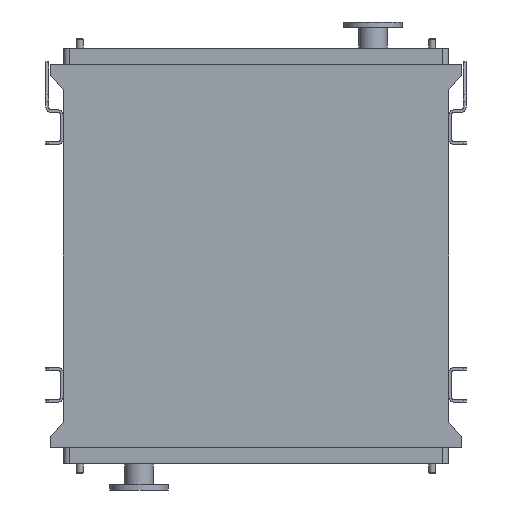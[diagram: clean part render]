
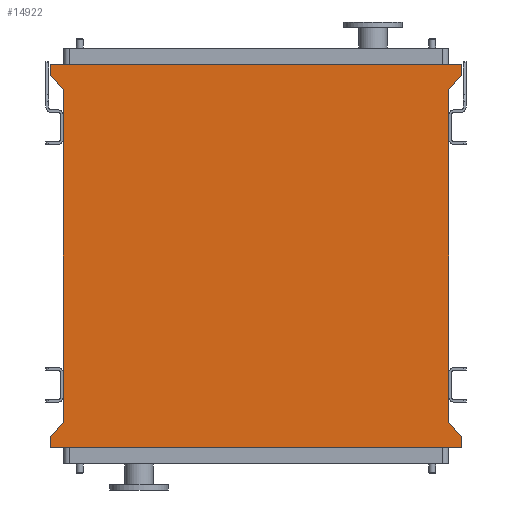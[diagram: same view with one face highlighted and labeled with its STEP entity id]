
A CAD part, front view. The second image highlights one B-rep face of the part: STEP entity #14922.
In plain terms, the highlighted planar face has unit normal (0, -1, 0).
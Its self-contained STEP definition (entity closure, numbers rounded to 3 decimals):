
#277 = CARTESIAN_POINT ( 'NONE',  ( 771., 0., -1345. ) ) ;
#314 = CARTESIAN_POINT ( 'NONE',  ( 771., 0., -1303. ) ) ;
#581 = DIRECTION ( 'NONE',  ( 0., 0., 1. ) ) ;
#630 = CARTESIAN_POINT ( 'NONE',  ( 725., 0., -1250. ) ) ;
#867 = LINE ( 'NONE', #10404, #11087 ) ;
#946 = EDGE_CURVE ( 'NONE', #14778, #7023, #11681, .T. ) ;
#1397 = FACE_OUTER_BOUND ( 'NONE', #13251, .T. ) ;
#1782 = VERTEX_POINT ( 'NONE', #4055 ) ;
#1873 = EDGE_CURVE ( 'NONE', #14252, #14778, #11665, .T. ) ;
#2017 = VECTOR ( 'NONE', #2649, 1000. ) ;
#2581 = VERTEX_POINT ( 'NONE', #15182 ) ;
#2591 = CARTESIAN_POINT ( 'NONE',  ( -771., 0., 53. ) ) ;
#2649 = DIRECTION ( 'NONE',  ( 0., 0., 1. ) ) ;
#2656 = DIRECTION ( 'NONE',  ( -0.655, 0., -0.755 ) ) ;
#2895 = CARTESIAN_POINT ( 'NONE',  ( 771., 0., 53. ) ) ;
#3118 = DIRECTION ( 'NONE',  ( -0.655, 0., 0.755 ) ) ;
#3126 = VECTOR ( 'NONE', #10383, 1000. ) ;
#3163 = CARTESIAN_POINT ( 'NONE',  ( 725., 0., -1250. ) ) ;
#3234 = CARTESIAN_POINT ( 'NONE',  ( 771., 0., 53. ) ) ;
#3245 = CARTESIAN_POINT ( 'NONE',  ( -725., 0., 0. ) ) ;
#3557 = LINE ( 'NONE', #10324, #3126 ) ;
#3953 = ORIENTED_EDGE ( 'NONE', *, *, #16155, .F. ) ;
#4055 = CARTESIAN_POINT ( 'NONE',  ( 771., 0., 95. ) ) ;
#4141 = ORIENTED_EDGE ( 'NONE', *, *, #8259, .F. ) ;
#4266 = VERTEX_POINT ( 'NONE', #3234 ) ;
#4338 = ORIENTED_EDGE ( 'NONE', *, *, #946, .F. ) ;
#4363 = CARTESIAN_POINT ( 'NONE',  ( -771., 0., -1345. ) ) ;
#4514 = ORIENTED_EDGE ( 'NONE', *, *, #8554, .F. ) ;
#5273 = VECTOR ( 'NONE', #15106, 1000. ) ;
#5355 = DIRECTION ( 'NONE',  ( 1., 0., 0. ) ) ;
#5379 = CARTESIAN_POINT ( 'NONE',  ( -771., 0., 95. ) ) ;
#5524 = ORIENTED_EDGE ( 'NONE', *, *, #8658, .F. ) ;
#5614 = AXIS2_PLACEMENT_3D ( 'NONE', #9651, #9463, #9449 ) ;
#5815 = CARTESIAN_POINT ( 'NONE',  ( -771., 0., 95. ) ) ;
#5827 = LINE ( 'NONE', #5379, #15164 ) ;
#6242 = LINE ( 'NONE', #630, #9450 ) ;
#6349 = EDGE_CURVE ( 'NONE', #11643, #9753, #8238, .T. ) ;
#6815 = LINE ( 'NONE', #2895, #13102 ) ;
#6834 = ORIENTED_EDGE ( 'NONE', *, *, #1873, .F. ) ;
#7023 = VERTEX_POINT ( 'NONE', #5815 ) ;
#7295 = ORIENTED_EDGE ( 'NONE', *, *, #9441, .T. ) ;
#7836 = VECTOR ( 'NONE', #14668, 1000. ) ;
#8238 = LINE ( 'NONE', #14711, #7836 ) ;
#8259 = EDGE_CURVE ( 'NONE', #13867, #10102, #15319, .T. ) ;
#8528 = EDGE_CURVE ( 'NONE', #10894, #13867, #12107, .T. ) ;
#8554 = EDGE_CURVE ( 'NONE', #15458, #10894, #11757, .T. ) ;
#8658 = EDGE_CURVE ( 'NONE', #10102, #11643, #3557, .T. ) ;
#8962 = EDGE_CURVE ( 'NONE', #7023, #1782, #5827, .T. ) ;
#9170 = CARTESIAN_POINT ( 'NONE',  ( -725., 0., -1250. ) ) ;
#9441 = EDGE_CURVE ( 'NONE', #15458, #2581, #6242, .T. ) ;
#9449 = DIRECTION ( 'NONE',  ( 0., 0., -1. ) ) ;
#9450 = VECTOR ( 'NONE', #581, 1000. ) ;
#9463 = DIRECTION ( 'NONE',  ( 0., -1., 0. ) ) ;
#9524 = PLANE ( 'NONE',  #5614 ) ;
#9576 = CARTESIAN_POINT ( 'NONE',  ( 771., 0., -1345. ) ) ;
#9651 = CARTESIAN_POINT ( 'NONE',  ( -725., 0., -1250. ) ) ;
#9665 = DIRECTION ( 'NONE',  ( -1., 0., 0. ) ) ;
#9753 = VERTEX_POINT ( 'NONE', #9170 ) ;
#10102 = VERTEX_POINT ( 'NONE', #4363 ) ;
#10318 = CARTESIAN_POINT ( 'NONE',  ( -771., 0., -1303. ) ) ;
#10324 = CARTESIAN_POINT ( 'NONE',  ( -771., 0., -1345. ) ) ;
#10383 = DIRECTION ( 'NONE',  ( 0., 0., 1. ) ) ;
#10404 = CARTESIAN_POINT ( 'NONE',  ( 771., 0., 95. ) ) ;
#10613 = DIRECTION ( 'NONE',  ( 0., 0., -1. ) ) ;
#10720 = CARTESIAN_POINT ( 'NONE',  ( -725., 0., -1250. ) ) ;
#10894 = VERTEX_POINT ( 'NONE', #14121 ) ;
#11087 = VECTOR ( 'NONE', #10613, 1000. ) ;
#11406 = VECTOR ( 'NONE', #12774, 1000. ) ;
#11448 = VECTOR ( 'NONE', #13167, 1000. ) ;
#11449 = ORIENTED_EDGE ( 'NONE', *, *, #15514, .F. ) ;
#11529 = CARTESIAN_POINT ( 'NONE',  ( -725., 0., 0. ) ) ;
#11643 = VERTEX_POINT ( 'NONE', #10318 ) ;
#11665 = LINE ( 'NONE', #3245, #14627 ) ;
#11681 = LINE ( 'NONE', #2591, #2017 ) ;
#11757 = LINE ( 'NONE', #12733, #11406 ) ;
#12107 = LINE ( 'NONE', #314, #5273 ) ;
#12158 = LINE ( 'NONE', #10720, #11448 ) ;
#12714 = ORIENTED_EDGE ( 'NONE', *, *, #6349, .F. ) ;
#12717 = CARTESIAN_POINT ( 'NONE',  ( -771., 0., 53. ) ) ;
#12733 = CARTESIAN_POINT ( 'NONE',  ( 725., 0., -1250. ) ) ;
#12774 = DIRECTION ( 'NONE',  ( 0.655, 0., -0.755 ) ) ;
#13102 = VECTOR ( 'NONE', #2656, 1000. ) ;
#13167 = DIRECTION ( 'NONE',  ( 0., 0., 1. ) ) ;
#13251 = EDGE_LOOP ( 'NONE', ( #7295, #11449, #3953, #13315, #4338, #6834, #13802, #12714, #5524, #4141, #14273, #4514 ) ) ;
#13315 = ORIENTED_EDGE ( 'NONE', *, *, #8962, .F. ) ;
#13802 = ORIENTED_EDGE ( 'NONE', *, *, #16124, .F. ) ;
#13867 = VERTEX_POINT ( 'NONE', #277 ) ;
#14121 = CARTESIAN_POINT ( 'NONE',  ( 771., 0., -1303. ) ) ;
#14252 = VERTEX_POINT ( 'NONE', #11529 ) ;
#14273 = ORIENTED_EDGE ( 'NONE', *, *, #8528, .F. ) ;
#14627 = VECTOR ( 'NONE', #3118, 1000. ) ;
#14668 = DIRECTION ( 'NONE',  ( 0.655, 0., 0.755 ) ) ;
#14711 = CARTESIAN_POINT ( 'NONE',  ( -771., 0., -1303. ) ) ;
#14778 = VERTEX_POINT ( 'NONE', #12717 ) ;
#14922 = ADVANCED_FACE ( 'NONE', ( #1397 ), #9524, .T. ) ;
#15017 = VECTOR ( 'NONE', #9665, 1000. ) ;
#15106 = DIRECTION ( 'NONE',  ( 0., 0., -1. ) ) ;
#15164 = VECTOR ( 'NONE', #5355, 1000. ) ;
#15182 = CARTESIAN_POINT ( 'NONE',  ( 725., 0., 0. ) ) ;
#15319 = LINE ( 'NONE', #9576, #15017 ) ;
#15458 = VERTEX_POINT ( 'NONE', #3163 ) ;
#15514 = EDGE_CURVE ( 'NONE', #4266, #2581, #6815, .T. ) ;
#16124 = EDGE_CURVE ( 'NONE', #9753, #14252, #12158, .T. ) ;
#16155 = EDGE_CURVE ( 'NONE', #1782, #4266, #867, .T. ) ;
